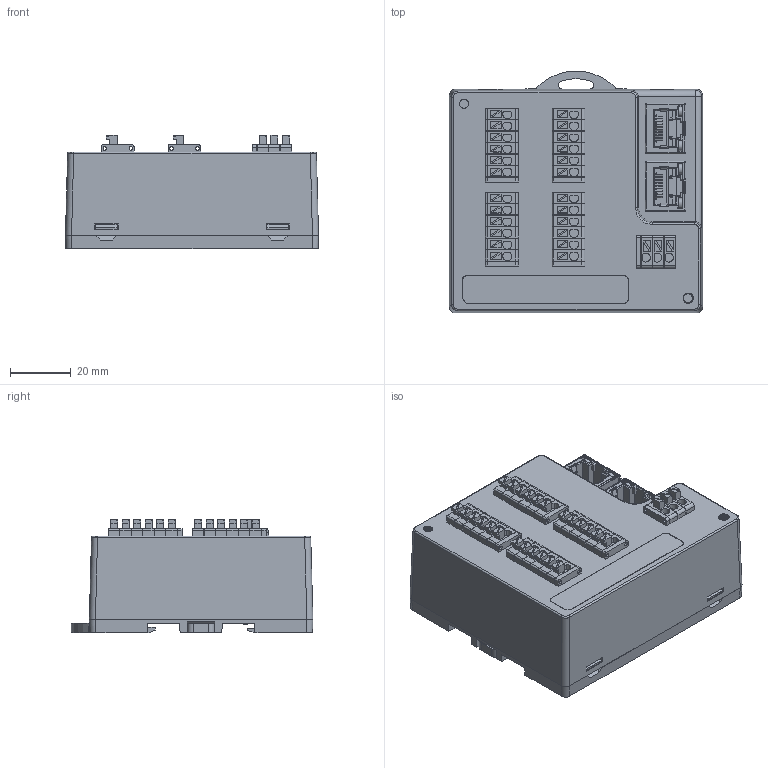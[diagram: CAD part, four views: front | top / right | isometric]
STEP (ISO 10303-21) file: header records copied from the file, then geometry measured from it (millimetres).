
FILE_DESCRIPTION(/* description */ (''),/* implementation_level */ '2;1');
FILE_NAME(/* name */ '',/* time_stamp */ '2024-08-22T11:48:17+08:00',/* author */ (''),/* organization */ (''),/* preprocessor_version */ 'ST-DEVELOPER v14',/* originating_system */ 'SIEMENS PLM Software NX 8.0',/* authorisation */ '');
FILE_SCHEMA (('AUTOMOTIVE_DESIGN { 1 0 10303 214 3 1 1 1 }'));
Products named in the file (1): EC5-I08B_stp
Bounding box: 83.42 x 79.71 x 37.3 mm (x, y, z)
Volume: 859.2 mm3; surface area: 39342.6 mm2
Topology: 2 solids, 5 shells, 2601 faces, 7387 edges, 4792 vertices
Faces by surface type: plane 1789, cylinder 673, torus 66, bspline 60, sphere 9, cone 4
Full cylindrical faces by diameter (mm): 0.45 x62, 1.168 x32, 1.178 x32, 3 x32
Entity records: 95772 total; most frequent: CARTESIAN_POINT 30117, ORIENTED_EDGE 13916, DIRECTION 12867, EDGE_CURVE 6958, LINE 5323, VECTOR 5323, VERTEX_POINT 4614, AXIS2_PLACEMENT_3D 3772
